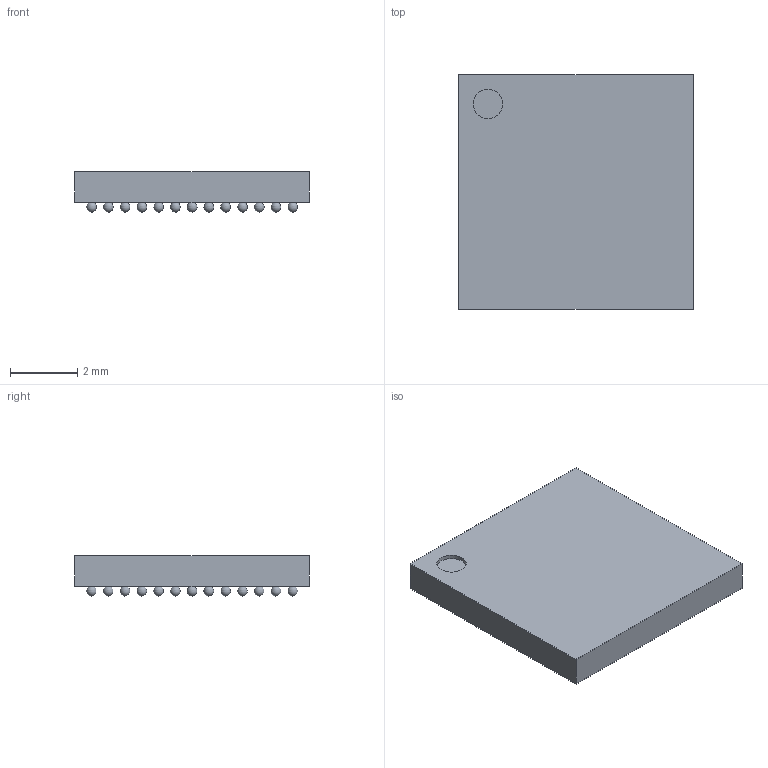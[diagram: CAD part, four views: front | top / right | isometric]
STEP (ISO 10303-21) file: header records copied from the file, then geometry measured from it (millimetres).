
FILE_DESCRIPTION(('FreeCAD Model'),'2;1');
FILE_NAME('755973.1.1.stp','2021-03-15T05:44:49',( 'Author'),(''),'Open CASCADE STEP processor 6.9','FreeCAD','Unknown' );
FILE_SCHEMA(('AUTOMOTIVE_DESIGN { 1 0 10303 214 1 1 1 1 }'));
Length unit declared in the file: millimetre
Products named in the file (146): ASSEMBLY; A1; A2; A3; A4; A5; A6; A7; A8; A9; A10; A11; A12; A13; B1; B3; B4; B5; B6; B7; B8; B9; B10; B11; B12; B13; C1; C2; C3; C4; C5; C6; C7; C8; C9; C10; C11; C12; C13; D1 ...
Assembly tree (145 placements, depth 2):
  ASSEMBLY
    A1
    A2
    A3
    A4
    A5
    A6
    A7
    A8
    A9
    A10
    A11
    A12
    A13
    B1
    B3
    B4
    B5
    B6
    B7
    B8
    B9
    B10
    B11
    B12
    B13
    C1
    C2
    C3
    C4
    C5
    C6
    C7
    C8
    C9
    C10
    C11
    C12
    C13
    D1
    D2
    D3
    D11
    D12
    D13
    E1
    E2
    E3
    E5
    E6
    E7
    E8
    E9
    E11
    E12
    E13
    F1
    F2
    F3
    F5
Bounding box: 7 x 7 x 1.2 mm (x, y, z)
Volume: 46.1 mm3; surface area: 164.2 mm2
Topology: 145 solids, 145 shells, 152 faces, 447 edges, 298 vertices
Faces by surface type: sphere 144, plane 7, cylinder 1
Full cylindrical faces by diameter (mm): 0.875 x1
Entity records: 6196 total; most frequent: DIRECTION 643, CARTESIAN_POINT 497, AXIS2_PLACEMENT_3D 300, PRODUCT_DEFINITION_SHAPE 291, VERTEX_POINT 154, FACE_BOUND 153, ADVANCED_FACE 152, SHAPE_DEFINITION_REPRESENTATION 146
